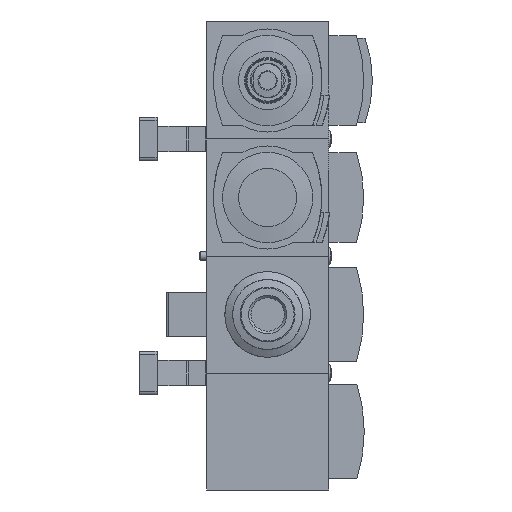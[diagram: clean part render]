
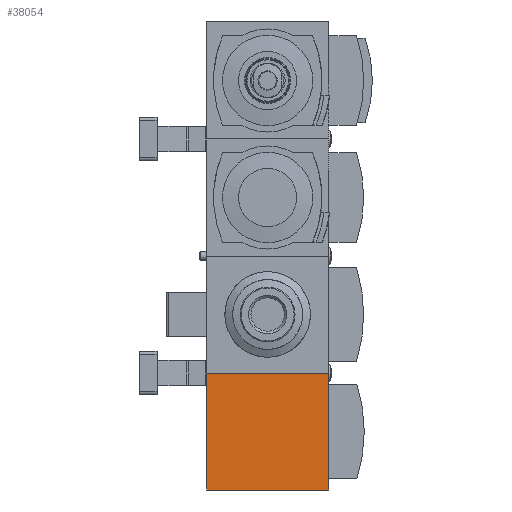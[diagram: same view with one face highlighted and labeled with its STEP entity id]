
A CAD part, front view. The second image highlights one B-rep face of the part: STEP entity #38054.
In plain terms, the highlighted planar face has unit normal (0, -1, 0).
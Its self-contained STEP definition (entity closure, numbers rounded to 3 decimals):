
#1229=PLANE('',#40486);
#3756=LINE('',#55979,#6689);
#3862=LINE('',#56201,#6795);
#3877=LINE('',#56239,#6810);
#3918=LINE('',#56347,#6851);
#6689=VECTOR('',#47101,1000.);
#6795=VECTOR('',#47273,1000.);
#6810=VECTOR('',#47302,1000.);
#6851=VECTOR('',#47385,1000.);
#14706=ORIENTED_EDGE('',*,*,#18802,.F.);
#14707=ORIENTED_EDGE('',*,*,#18916,.F.);
#14708=ORIENTED_EDGE('',*,*,#18990,.F.);
#14709=ORIENTED_EDGE('',*,*,#18936,.F.);
#18802=EDGE_CURVE('',#21745,#21746,#3756,.T.);
#18916=EDGE_CURVE('',#21828,#21745,#3862,.T.);
#18936=EDGE_CURVE('',#21746,#21845,#3877,.T.);
#18990=EDGE_CURVE('',#21845,#21828,#3918,.T.);
#21745=VERTEX_POINT('',#55978);
#21746=VERTEX_POINT('',#55980);
#21828=VERTEX_POINT('',#56200);
#21845=VERTEX_POINT('',#56240);
#24538=EDGE_LOOP('',(#14706,#14707,#14708,#14709));
#26264=FACE_BOUND('',#24538,.T.);
#38054=ADVANCED_FACE('',(#26264),#1229,.F.);
#40486=AXIS2_PLACEMENT_3D('',#56929,#47882,#47883);
#47101=DIRECTION('',(0.,0.,1.));
#47273=DIRECTION('',(-1.,0.,0.));
#47302=DIRECTION('',(1.,0.,0.));
#47385=DIRECTION('',(0.,0.,-1.));
#47882=DIRECTION('',(0.,1.,0.));
#47883=DIRECTION('',(0.,0.,1.));
#55978=CARTESIAN_POINT('',(-21.,-31.5,-20.1));
#55979=CARTESIAN_POINT('',(-21.,-31.5,-20.1));
#55980=CARTESIAN_POINT('',(-21.,-31.5,20.1));
#56200=CARTESIAN_POINT('',(21.,-31.5,-20.1));
#56201=CARTESIAN_POINT('',(21.,-31.5,-20.1));
#56239=CARTESIAN_POINT('',(-21.,-31.5,20.1));
#56240=CARTESIAN_POINT('',(21.,-31.5,20.1));
#56347=CARTESIAN_POINT('',(21.,-31.5,20.1));
#56929=CARTESIAN_POINT('',(0.,-31.5,0.));
